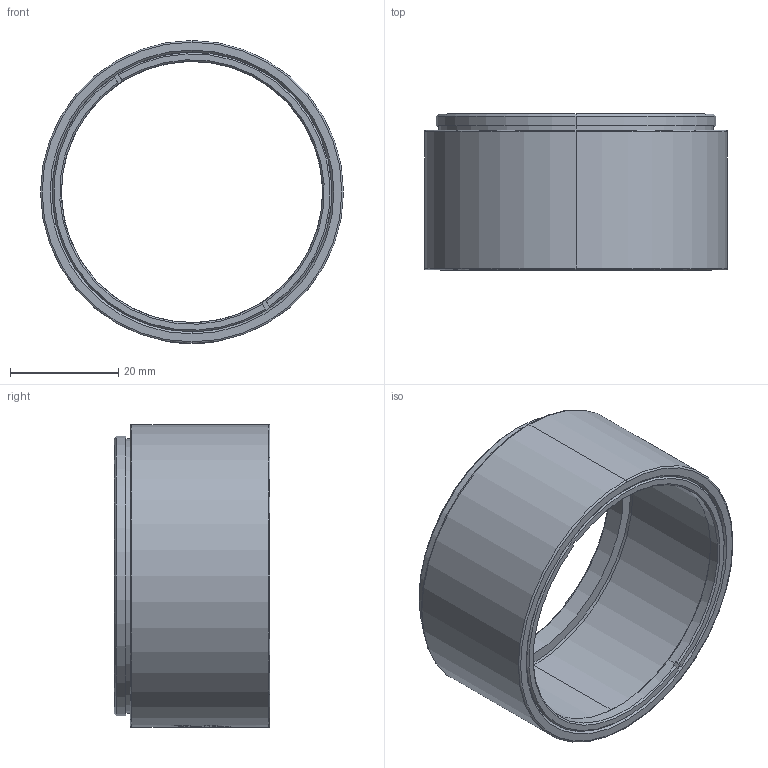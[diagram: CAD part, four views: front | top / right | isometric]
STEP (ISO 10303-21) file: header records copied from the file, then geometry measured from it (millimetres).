
FILE_DESCRIPTION (( 'STEP AP203' ), '1' );
FILE_NAME ('CSSM2-25A.STEP', '2025-06-18T03:47:13', ( '' ), ( '' ), 'SwSTEP 2.0', 'SolidWorks 2020', '' );
FILE_SCHEMA (( 'CONFIG_CONTROL_DESIGN' ));
Length unit declared in the file: millimetre
Products named in the file (1): CSSM2-25A
Bounding box: 56 x 28.8 x 56 mm (x, y, z)
Volume: 10925.4 mm3; surface area: 12221 mm2
Topology: 2 solids, 2 shells, 357 faces, 976 edges, 646 vertices
Faces by surface type: bspline 245, plane 58, cylinder 36, cone 12, torus 6
Entity records: 22447 total; most frequent: CARTESIAN_POINT 15499, ORIENTED_EDGE 1952, EDGE_CURVE 976, B_SPLINE_CURVE_WITH_KNOTS 773, VERTEX_POINT 646, DIRECTION 517, EDGE_LOOP 384, FACE_OUTER_BOUND 357
